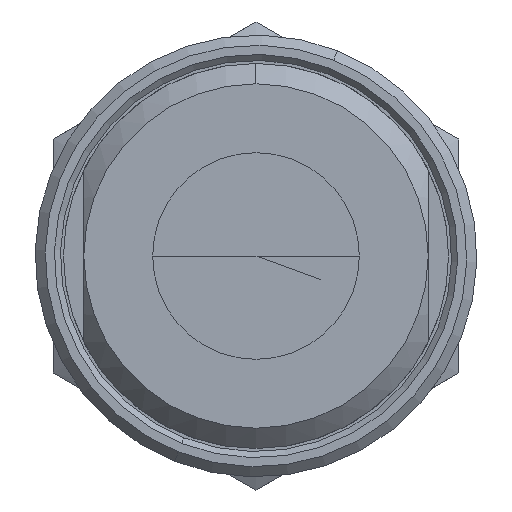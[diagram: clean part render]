
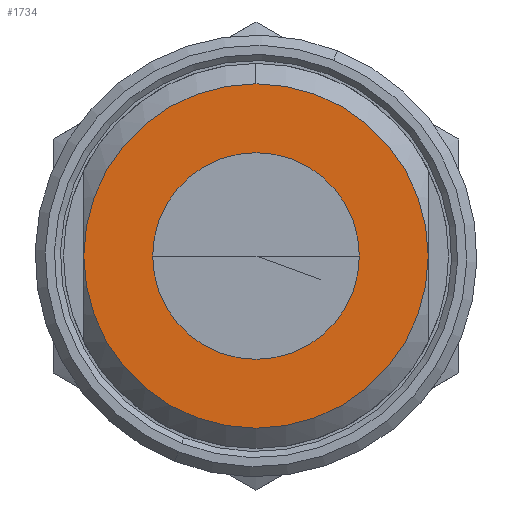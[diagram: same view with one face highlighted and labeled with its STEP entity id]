
A CAD part, front view. The second image highlights one B-rep face of the part: STEP entity #1734.
In plain terms, the highlighted planar face has unit normal (0, -1, 0).
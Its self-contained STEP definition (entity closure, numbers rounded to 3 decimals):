
#74 = AXIS2_PLACEMENT_3D ( 'NONE', #2041, #2042, #2043 ) ;
#77 = AXIS2_PLACEMENT_3D ( 'NONE', #2062, #2063, #2064 ) ;
#80 = AXIS2_PLACEMENT_3D ( 'NONE', #2071, #2072, #2073 ) ;
#81 = AXIS2_PLACEMENT_3D ( 'NONE', #2076, #2077, #2078 ) ;
#82 = AXIS2_PLACEMENT_3D ( 'NONE', #2088, #2089, #2090 ) ;
#223 = AXIS2_PLACEMENT_3D ( 'NONE', #2771, #2772, #2773 ) ;
#413 = VERTEX_POINT ( 'NONE', #1649 ) ;
#414 = VERTEX_POINT ( 'NONE', #1650 ) ;
#416 = VERTEX_POINT ( 'NONE', #1652 ) ;
#418 = VERTEX_POINT ( 'NONE', #1654 ) ;
#510 = ORIENTED_EDGE ( 'NONE', *, *, #1109, .F. ) ;
#514 = ORIENTED_EDGE ( 'NONE', *, *, #1113, .F. ) ;
#516 = ORIENTED_EDGE ( 'NONE', *, *, #1116, .T. ) ;
#517 = ORIENTED_EDGE ( 'NONE', *, *, #1114, .T. ) ;
#519 = ORIENTED_EDGE ( 'NONE', *, *, #1103, .T. ) ;
#1000 = EDGE_LOOP ( 'NONE', ( #514, #510 ) ) ;
#1103 = EDGE_CURVE ( 'NONE', #2902, #418, #2290, .T. ) ;
#1109 = EDGE_CURVE ( 'NONE', #416, #413, #2298, .T. ) ;
#1113 = EDGE_CURVE ( 'NONE', #413, #416, #2304, .T. ) ;
#1114 = EDGE_CURVE ( 'NONE', #414, #2902, #2305, .T. ) ;
#1116 = EDGE_CURVE ( 'NONE', #418, #414, #2307, .T. ) ;
#1273 = FACE_BOUND ( 'NONE', #1000, .T. ) ;
#1279 = FACE_OUTER_BOUND ( 'NONE', #3012, .T. ) ;
#1649 = CARTESIAN_POINT ( 'NONE',  ( 5.1, 0., 0. ) ) ;
#1650 = CARTESIAN_POINT ( 'NONE',  ( 8.5, 0., 0. ) ) ;
#1652 = CARTESIAN_POINT ( 'NONE',  ( -5.1, 0., 0. ) ) ;
#1654 = CARTESIAN_POINT ( 'NONE',  ( -8.5, 0., 0. ) ) ;
#1734 = ADVANCED_FACE ( 'NONE', ( #1273, #1279 ), #2764, .T. ) ;
#2041 = CARTESIAN_POINT ( 'NONE',  ( 0., 0., 0. ) ) ;
#2042 = DIRECTION ( 'NONE',  ( 0., -1., 0. ) ) ;
#2043 = DIRECTION ( 'NONE',  ( 0., 0., -1. ) ) ;
#2062 = CARTESIAN_POINT ( 'NONE',  ( 0., 0., 0. ) ) ;
#2063 = DIRECTION ( 'NONE',  ( 0., -1., 0. ) ) ;
#2064 = DIRECTION ( 'NONE',  ( 1., 0., 0. ) ) ;
#2071 = CARTESIAN_POINT ( 'NONE',  ( 0., 0., 0. ) ) ;
#2072 = DIRECTION ( 'NONE',  ( 0., -1., 0. ) ) ;
#2073 = DIRECTION ( 'NONE',  ( 1., 0., 0. ) ) ;
#2076 = CARTESIAN_POINT ( 'NONE',  ( 0., 0., 0. ) ) ;
#2077 = DIRECTION ( 'NONE',  ( 0., -1., 0. ) ) ;
#2078 = DIRECTION ( 'NONE',  ( 0., 0., -1. ) ) ;
#2088 = CARTESIAN_POINT ( 'NONE',  ( 0., 0., 0. ) ) ;
#2089 = DIRECTION ( 'NONE',  ( 0., -1., 0. ) ) ;
#2090 = DIRECTION ( 'NONE',  ( 0., 0., -1. ) ) ;
#2290 = CIRCLE ( 'NONE', #74, 8.5 ) ;
#2298 = CIRCLE ( 'NONE', #77, 5.1 ) ;
#2304 = CIRCLE ( 'NONE', #80, 5.1 ) ;
#2305 = CIRCLE ( 'NONE', #81, 8.5 ) ;
#2307 = CIRCLE ( 'NONE', #82, 8.5 ) ;
#2640 = CARTESIAN_POINT ( 'NONE',  ( 0., 0., 8.5 ) ) ;
#2764 = PLANE ( 'NONE',  #223 ) ;
#2771 = CARTESIAN_POINT ( 'NONE',  ( 0., 0., 0. ) ) ;
#2772 = DIRECTION ( 'NONE',  ( 0., -1., 0. ) ) ;
#2773 = DIRECTION ( 'NONE',  ( 0., 0., -1. ) ) ;
#2902 = VERTEX_POINT ( 'NONE', #2640 ) ;
#3012 = EDGE_LOOP ( 'NONE', ( #516, #517, #519 ) ) ;
